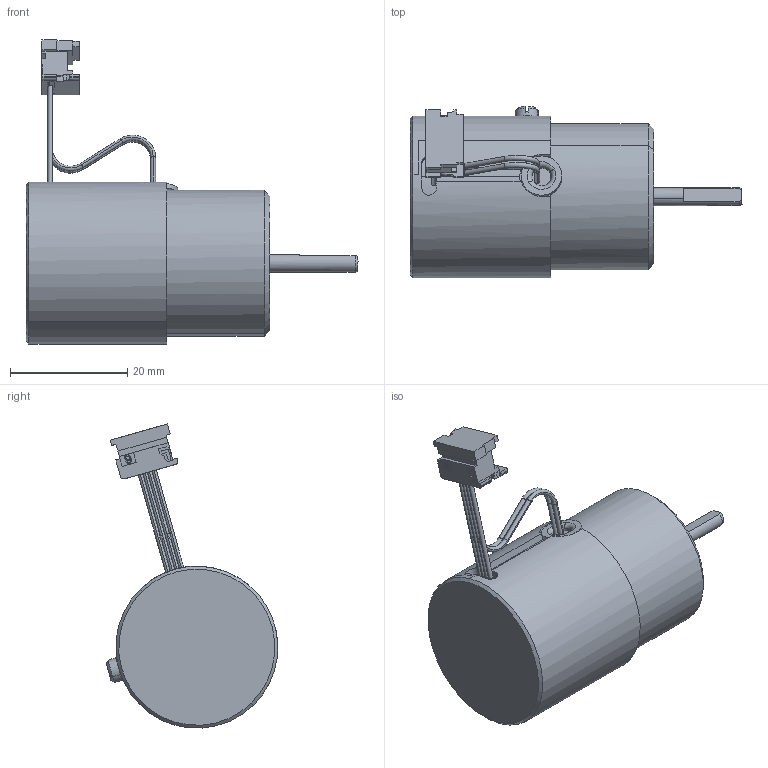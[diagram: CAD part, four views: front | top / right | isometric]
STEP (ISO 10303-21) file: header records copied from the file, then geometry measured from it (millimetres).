
FILE_DESCRIPTION(('CATIA V5 STEP','CAx-IF Rec.Pracs.--- Model Styling and Organization---1.4--- 2014-01-23'),'2;1');
FILE_NAME('Lasershutter-D2-DS20053_10270672_3_Huelle.stp','2021-05-31T12:06:26+00:00',('none'),('none'),'CATIA Version 5-6 Release 2018 SP3 HF13','CATIA V5 STEP AP214','none');
FILE_SCHEMA(('AUTOMOTIVE_DESIGN { 1 0 10303 214 1 1 1 1 }'));
Length unit declared in the file: millimetre
Products named in the file (1): Part27
Bounding box: 56.55 x 29.22 x 51.79 mm (x, y, z)
Volume: 22723.7 mm3; surface area: 5860.2 mm2
Topology: 1 solids, 415 shells, 550 faces, 2706 edges, 2582 vertices
Faces by surface type: plane 365, bspline 107, cylinder 56, torus 12, cone 10
Entity records: 27873 total; most frequent: CARTESIAN_POINT 8445, ORIENTED_EDGE 3020, DIRECTION 2873, EDGE_CURVE 2715, VERTEX_POINT 2593, VECTOR 1927, LINE 1927, EDGE_LOOP 601
